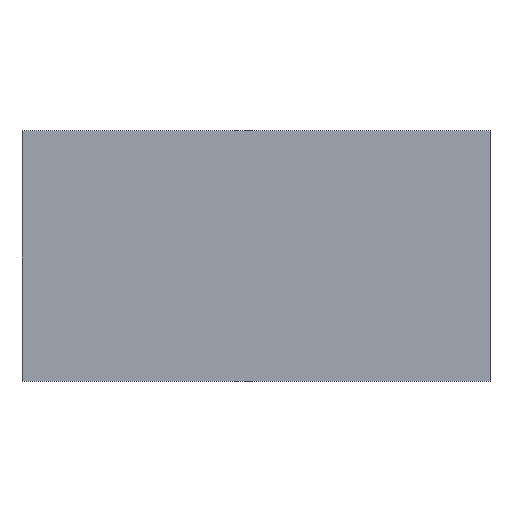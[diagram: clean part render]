
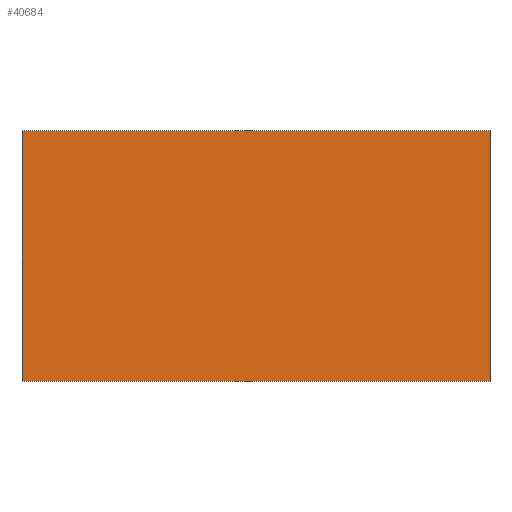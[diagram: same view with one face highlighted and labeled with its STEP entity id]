
A CAD part, top view. The second image highlights one B-rep face of the part: STEP entity #40684.
In plain terms, the highlighted planar face has unit normal (0, 0, 1).
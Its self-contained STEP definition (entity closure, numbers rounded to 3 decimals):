
#2217=FACE_OUTER_BOUND('',#4274,.T.);
#4274=EDGE_LOOP('',(#25401,#25402,#25403,#25404));
#6557=LINE('',#57072,#11074);
#6558=LINE('',#57074,#11075);
#6559=LINE('',#57076,#11076);
#6560=LINE('',#57077,#11077);
#11074=VECTOR('',#46039,10.);
#11075=VECTOR('',#46040,10.);
#11076=VECTOR('',#46041,10.);
#11077=VECTOR('',#46042,10.);
#15591=VERTEX_POINT('',#57070);
#15592=VERTEX_POINT('',#57071);
#15593=VERTEX_POINT('',#57073);
#15594=VERTEX_POINT('',#57075);
#19483=EDGE_CURVE('',#15591,#15592,#6557,.T.);
#19484=EDGE_CURVE('',#15593,#15591,#6558,.T.);
#19485=EDGE_CURVE('',#15594,#15593,#6559,.T.);
#19486=EDGE_CURVE('',#15592,#15594,#6560,.T.);
#25401=ORIENTED_EDGE('',*,*,#19483,.F.);
#25402=ORIENTED_EDGE('',*,*,#19484,.F.);
#25403=ORIENTED_EDGE('',*,*,#19485,.F.);
#25404=ORIENTED_EDGE('',*,*,#19486,.F.);
#37237=PLANE('',#42778);
#40684=ADVANCED_FACE('',(#2217),#37237,.T.);
#42778=AXIS2_PLACEMENT_3D('',#57069,#46037,#46038);
#46037=DIRECTION('center_axis',(0.,0.,1.));
#46038=DIRECTION('ref_axis',(-1.,0.,0.));
#46039=DIRECTION('',(0.,-1.,0.));
#46040=DIRECTION('',(1.,0.,0.));
#46041=DIRECTION('',(0.,1.,0.));
#46042=DIRECTION('',(-1.,0.,0.));
#57069=CARTESIAN_POINT('Origin',(0.,0.,
1.1));
#57070=CARTESIAN_POINT('',(495.,265.,1.1));
#57071=CARTESIAN_POINT('',(495.,-265.,1.1));
#57072=CARTESIAN_POINT('',(495.,-265.,1.1));
#57073=CARTESIAN_POINT('',(-495.,265.,1.1));
#57074=CARTESIAN_POINT('',(495.,265.,1.1));
#57075=CARTESIAN_POINT('',(-495.,-265.,1.1));
#57076=CARTESIAN_POINT('',(-495.,265.,1.1));
#57077=CARTESIAN_POINT('',(-495.,-265.,1.1));
